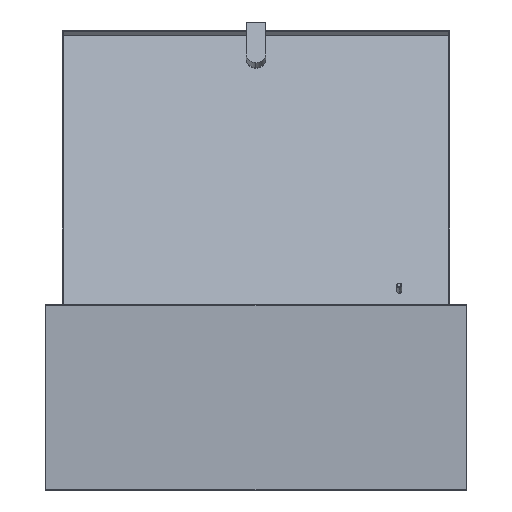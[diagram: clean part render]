
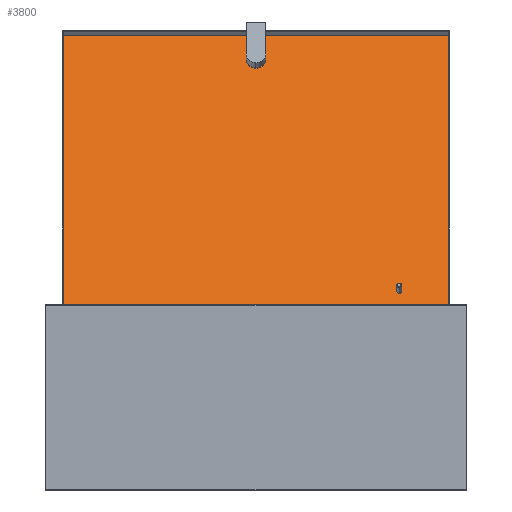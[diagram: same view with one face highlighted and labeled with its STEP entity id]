
A CAD part, left-side view. The second image highlights one B-rep face of the part: STEP entity #3800.
In plain terms, the highlighted face is planar.
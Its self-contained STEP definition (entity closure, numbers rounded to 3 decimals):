
#41 = CARTESIAN_POINT ( 'NONE',  ( 0., 0., -1. ) ) ;
#182 = CARTESIAN_POINT ( 'NONE',  ( 144.5, -170., -1. ) ) ;
#364 = CARTESIAN_POINT ( 'NONE',  ( 178.5, 229., -1. ) ) ;
#386 = VECTOR ( 'NONE', #4125, 1000. ) ;
#409 = DIRECTION ( 'NONE',  ( 0., 0., 1. ) ) ;
#534 = CARTESIAN_POINT ( 'NONE',  ( -148.5, 0., -1. ) ) ;
#545 = ORIENTED_EDGE ( 'NONE', *, *, #677, .F. ) ;
#571 = DIRECTION ( 'NONE',  ( 0., 0., -1. ) ) ;
#614 = VECTOR ( 'NONE', #3171, 1000. ) ;
#622 = DIRECTION ( 'NONE',  ( 0., 0., 1. ) ) ;
#671 = FACE_OUTER_BOUND ( 'NONE', #2267, .T. ) ;
#677 = EDGE_CURVE ( 'NONE', #2723, #3300, #1810, .T. ) ;
#681 = CARTESIAN_POINT ( 'NONE',  ( -137., 0., -1. ) ) ;
#852 = DIRECTION ( 'NONE',  ( 0., 1., 0. ) ) ;
#854 = CIRCLE ( 'NONE', #1889, 3. ) ;
#1000 = AXIS2_PLACEMENT_3D ( 'NONE', #534, #1279, #1679 ) ;
#1012 = CIRCLE ( 'NONE', #1000, 11.5 ) ;
#1139 = PLANE ( 'NONE',  #3094 ) ;
#1145 = VERTEX_POINT ( 'NONE', #4482 ) ;
#1272 = CARTESIAN_POINT ( 'NONE',  ( -160., 0., -1. ) ) ;
#1279 = DIRECTION ( 'NONE',  ( 0., 0., 1. ) ) ;
#1281 = EDGE_CURVE ( 'NONE', #3300, #1942, #1468, .T. ) ;
#1325 = LINE ( 'NONE', #4666, #614 ) ;
#1445 = CARTESIAN_POINT ( 'NONE',  ( 141.5, -170., -1. ) ) ;
#1468 = LINE ( 'NONE', #3088, #4099 ) ;
#1552 = VERTEX_POINT ( 'NONE', #1272 ) ;
#1610 = CARTESIAN_POINT ( 'NONE',  ( 178.5, -229., -1. ) ) ;
#1679 = DIRECTION ( 'NONE',  ( 1., 0., 0. ) ) ;
#1810 = LINE ( 'NONE', #2619, #386 ) ;
#1835 = VERTEX_POINT ( 'NONE', #681 ) ;
#1889 = AXIS2_PLACEMENT_3D ( 'NONE', #3184, #3974, #3568 ) ;
#1942 = VERTEX_POINT ( 'NONE', #364 ) ;
#2027 = ORIENTED_EDGE ( 'NONE', *, *, #3673, .F. ) ;
#2041 = CARTESIAN_POINT ( 'NONE',  ( -178.5, -229., -1. ) ) ;
#2063 = EDGE_LOOP ( 'NONE', ( #2027, #3737 ) ) ;
#2098 = CARTESIAN_POINT ( 'NONE',  ( 0., 229., -1. ) ) ;
#2236 = CIRCLE ( 'NONE', #4343, 3. ) ;
#2267 = EDGE_LOOP ( 'NONE', ( #3196, #4209, #4106, #545 ) ) ;
#2324 = VERTEX_POINT ( 'NONE', #2720 ) ;
#2328 = ORIENTED_EDGE ( 'NONE', *, *, #4552, .T. ) ;
#2411 = EDGE_CURVE ( 'NONE', #1552, #1835, #4458, .T. ) ;
#2422 = VECTOR ( 'NONE', #3181, 1000. ) ;
#2450 = EDGE_LOOP ( 'NONE', ( #2328, #4151 ) ) ;
#2619 = CARTESIAN_POINT ( 'NONE',  ( 0., -229., -1. ) ) ;
#2669 = DIRECTION ( 'NONE',  ( 1., 0., 0. ) ) ;
#2720 = CARTESIAN_POINT ( 'NONE',  ( 147.5, -170., -1. ) ) ;
#2723 = VERTEX_POINT ( 'NONE', #2041 ) ;
#2807 = DIRECTION ( 'NONE',  ( 1., 0., 0. ) ) ;
#2832 = FACE_BOUND ( 'NONE', #2063, .T. ) ;
#2859 = CARTESIAN_POINT ( 'NONE',  ( -148.5, 0., -1. ) ) ;
#3088 = CARTESIAN_POINT ( 'NONE',  ( 178.5, 0., -1. ) ) ;
#3094 = AXIS2_PLACEMENT_3D ( 'NONE', #41, #409, #2669 ) ;
#3171 = DIRECTION ( 'NONE',  ( 0., -1., 0. ) ) ;
#3181 = DIRECTION ( 'NONE',  ( -1., 0., 0. ) ) ;
#3184 = CARTESIAN_POINT ( 'NONE',  ( 144.5, -170., -1. ) ) ;
#3196 = ORIENTED_EDGE ( 'NONE', *, *, #3602, .F. ) ;
#3300 = VERTEX_POINT ( 'NONE', #1610 ) ;
#3424 = AXIS2_PLACEMENT_3D ( 'NONE', #2859, #622, #3625 ) ;
#3477 = LINE ( 'NONE', #2098, #2422 ) ;
#3568 = DIRECTION ( 'NONE',  ( 1., 0., 0. ) ) ;
#3602 = EDGE_CURVE ( 'NONE', #1145, #2723, #1325, .T. ) ;
#3625 = DIRECTION ( 'NONE',  ( 1., 0., 0. ) ) ;
#3673 = EDGE_CURVE ( 'NONE', #2324, #4140, #854, .T. ) ;
#3737 = ORIENTED_EDGE ( 'NONE', *, *, #4624, .F. ) ;
#3800 = ADVANCED_FACE ( 'NONE', ( #4064, #671, #2832 ), #1139, .F. ) ;
#3974 = DIRECTION ( 'NONE',  ( 0., 0., -1. ) ) ;
#4049 = EDGE_CURVE ( 'NONE', #1942, #1145, #3477, .T. ) ;
#4064 = FACE_BOUND ( 'NONE', #2450, .T. ) ;
#4099 = VECTOR ( 'NONE', #852, 1000. ) ;
#4106 = ORIENTED_EDGE ( 'NONE', *, *, #1281, .F. ) ;
#4125 = DIRECTION ( 'NONE',  ( 1., 0., 0. ) ) ;
#4140 = VERTEX_POINT ( 'NONE', #1445 ) ;
#4151 = ORIENTED_EDGE ( 'NONE', *, *, #2411, .T. ) ;
#4209 = ORIENTED_EDGE ( 'NONE', *, *, #4049, .F. ) ;
#4343 = AXIS2_PLACEMENT_3D ( 'NONE', #182, #571, #2807 ) ;
#4458 = CIRCLE ( 'NONE', #3424, 11.5 ) ;
#4482 = CARTESIAN_POINT ( 'NONE',  ( -178.5, 229., -1. ) ) ;
#4552 = EDGE_CURVE ( 'NONE', #1835, #1552, #1012, .T. ) ;
#4624 = EDGE_CURVE ( 'NONE', #4140, #2324, #2236, .T. ) ;
#4666 = CARTESIAN_POINT ( 'NONE',  ( -178.5, 0., -1. ) ) ;
